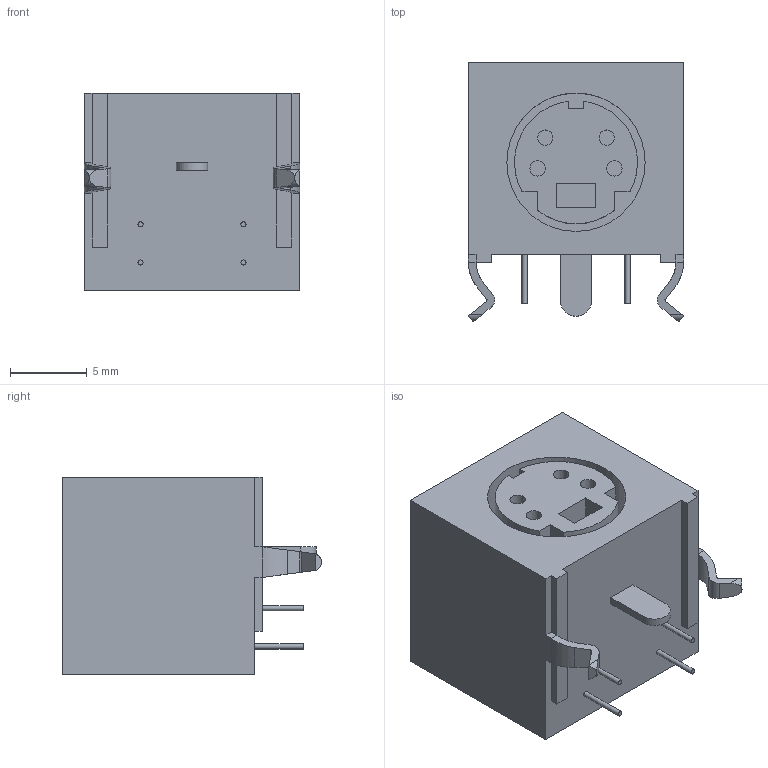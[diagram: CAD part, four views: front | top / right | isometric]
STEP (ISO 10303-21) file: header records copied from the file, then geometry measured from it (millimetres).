
FILE_DESCRIPTION(/* description */ (''),/* implementation_level */ '2;1');
FILE_NAME(/* name */ '5749230.stp',/* time_stamp */ '2014-04-27T11:59:37-07:00',/* author */ ('Eric'),/* organization */ (''),/* preprocessor_version */ 'ST-DEVELOPER v15.2',/* originating_system */ 'Autodesk Inventor 2014',/* authorisation */ '');
FILE_SCHEMA (('CONFIG_CONTROL_DESIGN'));
Length unit declared in the file: millimetre
Products named in the file (1): 5749230
Bounding box: 14 x 16.86 x 12.83 mm (x, y, z)
Volume: 2156.6 mm3; surface area: 1501.8 mm2
Topology: 1 solids, 1 shells, 87 faces, 205 edges, 132 vertices
Faces by surface type: plane 62, cylinder 25
Full cylindrical faces by diameter (mm): 0.33 x4, 1 x4, 9 x1
Entity records: 2457 total; most frequent: DIRECTION 426, CARTESIAN_POINT 416, ORIENTED_EDGE 392, EDGE_CURVE 196, LINE 142, VECTOR 142, AXIS2_PLACEMENT_3D 142, VERTEX_POINT 132
